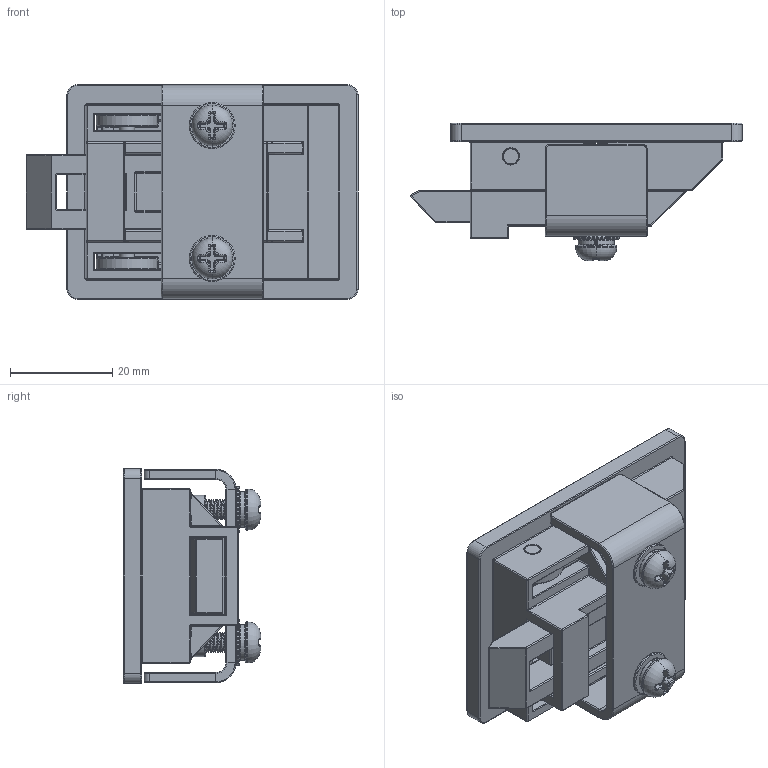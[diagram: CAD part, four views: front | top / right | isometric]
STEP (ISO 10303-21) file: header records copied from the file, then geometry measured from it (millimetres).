
FILE_DESCRIPTION (( 'STEP AP214' ), '1' );
FILE_NAME ('DLZ-858-2A.STEP', '2018-11-22T07:45:34', ( '' ), ( '' ), 'SwSTEP 2.0', 'SolidWorks 2010', '' );
FILE_SCHEMA (( 'AUTOMOTIVE_DESIGN' ));
Length unit declared in the file: millimetre
Products named in the file (9): 插銷; 壓板; 彈簧華司; 華司; M4X10螺絲; 基座; DLZ-858-2A; 鎖舌; 手柄
Assembly tree (11 placements, depth 2):
  DLZ-858-2A
    彈簧華司  x2
    M4X10螺絲  x2
    手柄
    基座
    華司  x2
    鎖舌
    插銷
    壓板
Bounding box: 65 x 26.9 x 42 mm (x, y, z)
Volume: 20129.1 mm3; surface area: 20139.6 mm2
Topology: 11 solids, 11 shells, 1404 faces, 3307 edges, 1822 vertices
Faces by surface type: cylinder 630, torus 353, plane 221, bspline 105, sphere 95
Entity records: 43712 total; most frequent: CARTESIAN_POINT 15698, DIRECTION 6317, ORIENTED_EDGE 5628, EDGE_CURVE 2814, AXIS2_PLACEMENT_3D 2691, VERTEX_POINT 1592, CIRCLE 1527, EDGE_LOOP 1264
